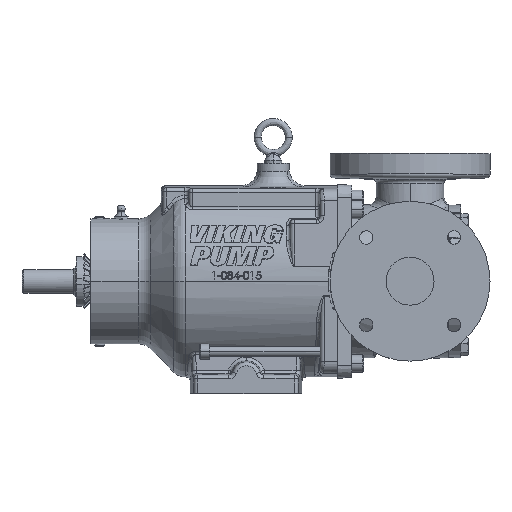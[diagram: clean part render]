
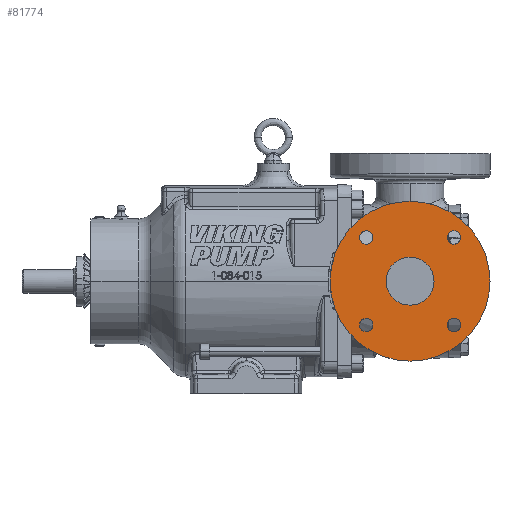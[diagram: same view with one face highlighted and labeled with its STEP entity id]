
A CAD part, top view. The second image highlights one B-rep face of the part: STEP entity #81774.
In plain terms, the highlighted planar face has unit normal (0, 0, 1).
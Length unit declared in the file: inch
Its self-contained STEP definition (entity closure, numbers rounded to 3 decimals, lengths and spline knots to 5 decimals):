
#430 = CIRCLE ( 'NONE', #78378, 2.5 ) ;
#946 = VERTEX_POINT ( 'NONE', #97106 ) ;
#2575 = ORIENTED_EDGE ( 'NONE', *, *, #90350, .F. ) ;
#5495 = CARTESIAN_POINT ( 'NONE',  ( 3.63002, 1.37002, 4. ) ) ;
#5726 = CIRCLE ( 'NONE', #11508, 0.75 ) ;
#8855 = CIRCLE ( 'NONE', #70083, 0.21095 ) ;
#9012 = CARTESIAN_POINT ( 'NONE',  ( 2.26, -0.75, 4. ) ) ;
#10426 = CARTESIAN_POINT ( 'NONE',  ( 3.84097, 1.37002, 4. ) ) ;
#11508 = AXIS2_PLACEMENT_3D ( 'NONE', #67667, #12012, #77033 ) ;
#12012 = DIRECTION ( 'NONE',  ( 0., 0., -1. ) ) ;
#14142 = CIRCLE ( 'NONE', #72572, 0.21095 ) ;
#14813 = DIRECTION ( 'NONE',  ( 1., 0., 0. ) ) ;
#15270 = CARTESIAN_POINT ( 'NONE',  ( 3.63002, -1.37002, 4. ) ) ;
#15946 = AXIS2_PLACEMENT_3D ( 'NONE', #21908, #86885, #31254 ) ;
#17375 = DIRECTION ( 'NONE',  ( 0., 0., 1. ) ) ;
#17929 = CIRCLE ( 'NONE', #51723, 2.5 ) ;
#19537 = CARTESIAN_POINT ( 'NONE',  ( 2.26, 0., 4. ) ) ;
#19551 = ORIENTED_EDGE ( 'NONE', *, *, #109851, .T. ) ;
#21788 = EDGE_LOOP ( 'NONE', ( #70359, #35179 ) ) ;
#21908 = CARTESIAN_POINT ( 'NONE',  ( 3.63002, 1.37002, 4. ) ) ;
#24547 = ORIENTED_EDGE ( 'NONE', *, *, #98044, .F. ) ;
#24625 = DIRECTION ( 'NONE',  ( 1., 0., 0. ) ) ;
#25094 = ORIENTED_EDGE ( 'NONE', *, *, #63512, .T. ) ;
#26578 = CIRCLE ( 'NONE', #63950, 0.21095 ) ;
#26727 = VERTEX_POINT ( 'NONE', #77120 ) ;
#28859 = DIRECTION ( 'NONE',  ( 0., -1., 0. ) ) ;
#31254 = DIRECTION ( 'NONE',  ( 1., 0., 0. ) ) ;
#31357 = EDGE_LOOP ( 'NONE', ( #19551, #100269 ) ) ;
#31603 = DIRECTION ( 'NONE',  ( 0., 0., 1. ) ) ;
#32181 = CIRCLE ( 'NONE', #51327, 0.21095 ) ;
#32524 = AXIS2_PLACEMENT_3D ( 'NONE', #33563, #98569, #42954 ) ;
#33563 = CARTESIAN_POINT ( 'NONE',  ( 5.2, 2.81194, 4. ) ) ;
#33713 = CARTESIAN_POINT ( 'NONE',  ( 0.67903, 1.37002, 4. ) ) ;
#35179 = ORIENTED_EDGE ( 'NONE', *, *, #112492, .F. ) ;
#35578 = EDGE_LOOP ( 'NONE', ( #65913, #24547 ) ) ;
#36634 = EDGE_LOOP ( 'NONE', ( #2575, #51734 ) ) ;
#39121 = ORIENTED_EDGE ( 'NONE', *, *, #109321, .F. ) ;
#41396 = VERTEX_POINT ( 'NONE', #70672 ) ;
#42346 = FACE_OUTER_BOUND ( 'NONE', #83573, .T. ) ;
#42537 = PLANE ( 'NONE',  #32524 ) ;
#42954 = DIRECTION ( 'NONE',  ( 0., -1., 0. ) ) ;
#43404 = EDGE_CURVE ( 'NONE', #100916, #41396, #51601, .T. ) ;
#45530 = EDGE_CURVE ( 'NONE', #85692, #96732, #26578, .T. ) ;
#47306 = DIRECTION ( 'NONE',  ( 0., 0., -1. ) ) ;
#47822 = ORIENTED_EDGE ( 'NONE', *, *, #64704, .F. ) ;
#48979 = CARTESIAN_POINT ( 'NONE',  ( 1.10093, 1.37002, 4. ) ) ;
#50419 = DIRECTION ( 'NONE',  ( 0., 0., 1. ) ) ;
#50584 = CARTESIAN_POINT ( 'NONE',  ( 3.63002, -1.37002, 4. ) ) ;
#51327 = AXIS2_PLACEMENT_3D ( 'NONE', #53017, #117908, #62338 ) ;
#51601 = CIRCLE ( 'NONE', #63077, 0.21095 ) ;
#51723 = AXIS2_PLACEMENT_3D ( 'NONE', #54042, #118953, #63391 ) ;
#51734 = ORIENTED_EDGE ( 'NONE', *, *, #108603, .F. ) ;
#53017 = CARTESIAN_POINT ( 'NONE',  ( 0.88998, -1.37002, 4. ) ) ;
#53050 = EDGE_CURVE ( 'NONE', #26727, #53954, #430, .T. ) ;
#53954 = VERTEX_POINT ( 'NONE', #115945 ) ;
#53995 = FACE_BOUND ( 'NONE', #21788, .T. ) ;
#54042 = CARTESIAN_POINT ( 'NONE',  ( 2.26, 0., 4. ) ) ;
#59942 = DIRECTION ( 'NONE',  ( 1., 0., 0. ) ) ;
#62120 = VERTEX_POINT ( 'NONE', #96895 ) ;
#62338 = DIRECTION ( 'NONE',  ( 1., 0., 0. ) ) ;
#62517 = CARTESIAN_POINT ( 'NONE',  ( 3.41907, -1.37002, 4. ) ) ;
#63077 = AXIS2_PLACEMENT_3D ( 'NONE', #73048, #17375, #82374 ) ;
#63391 = DIRECTION ( 'NONE',  ( 0., -1., 0. ) ) ;
#63512 = EDGE_CURVE ( 'NONE', #53954, #26727, #17929, .T. ) ;
#63950 = AXIS2_PLACEMENT_3D ( 'NONE', #15270, #80262, #24625 ) ;
#64704 = EDGE_CURVE ( 'NONE', #97699, #70452, #83190, .T. ) ;
#65913 = ORIENTED_EDGE ( 'NONE', *, *, #43404, .F. ) ;
#67014 = FACE_BOUND ( 'NONE', #35578, .T. ) ;
#67565 = EDGE_CURVE ( 'NONE', #115761, #946, #5726, .T. ) ;
#67667 = CARTESIAN_POINT ( 'NONE',  ( 2.26, 0., 4. ) ) ;
#69986 = FACE_BOUND ( 'NONE', #36634, .T. ) ;
#70083 = AXIS2_PLACEMENT_3D ( 'NONE', #106016, #50419, #115344 ) ;
#70359 = ORIENTED_EDGE ( 'NONE', *, *, #45530, .F. ) ;
#70452 = VERTEX_POINT ( 'NONE', #33713 ) ;
#70501 = DIRECTION ( 'NONE',  ( 0., 0., 1. ) ) ;
#70672 = CARTESIAN_POINT ( 'NONE',  ( 0.67903, -1.37002, 4. ) ) ;
#72572 = AXIS2_PLACEMENT_3D ( 'NONE', #50584, #115519, #59942 ) ;
#73048 = CARTESIAN_POINT ( 'NONE',  ( 0.88998, -1.37002, 4. ) ) ;
#77033 = DIRECTION ( 'NONE',  ( 0., -1., 0. ) ) ;
#77120 = CARTESIAN_POINT ( 'NONE',  ( 4.76, 0., 4. ) ) ;
#78261 = AXIS2_PLACEMENT_3D ( 'NONE', #87246, #31603, #96587 ) ;
#78378 = AXIS2_PLACEMENT_3D ( 'NONE', #19537, #84514, #28859 ) ;
#79986 = CIRCLE ( 'NONE', #117476, 0.75 ) ;
#80262 = DIRECTION ( 'NONE',  ( 0., 0., 1. ) ) ;
#80857 = CARTESIAN_POINT ( 'NONE',  ( 3.84097, -1.37002, 4. ) ) ;
#81555 = CIRCLE ( 'NONE', #15946, 0.21095 ) ;
#81774 = ADVANCED_FACE ( 'NONE', ( #91761, #69986, #119316, #53995, #67014, #42346 ), #42537, .T. ) ;
#82374 = DIRECTION ( 'NONE',  ( 1., 0., 0. ) ) ;
#83190 = CIRCLE ( 'NONE', #78261, 0.21095 ) ;
#83573 = EDGE_LOOP ( 'NONE', ( #25094, #86721 ) ) ;
#84514 = DIRECTION ( 'NONE',  ( 0., 0., 1. ) ) ;
#85692 = VERTEX_POINT ( 'NONE', #80857 ) ;
#86037 = CIRCLE ( 'NONE', #99596, 0.21095 ) ;
#86721 = ORIENTED_EDGE ( 'NONE', *, *, #53050, .T. ) ;
#86885 = DIRECTION ( 'NONE',  ( 0., 0., 1. ) ) ;
#87246 = CARTESIAN_POINT ( 'NONE',  ( 0.88998, 1.37002, 4. ) ) ;
#90350 = EDGE_CURVE ( 'NONE', #94893, #62120, #81555, .T. ) ;
#91761 = FACE_BOUND ( 'NONE', #31357, .T. ) ;
#94893 = VERTEX_POINT ( 'NONE', #10426 ) ;
#96587 = DIRECTION ( 'NONE',  ( 1., 0., 0. ) ) ;
#96732 = VERTEX_POINT ( 'NONE', #62517 ) ;
#96895 = CARTESIAN_POINT ( 'NONE',  ( 3.41907, 1.37002, 4. ) ) ;
#97106 = CARTESIAN_POINT ( 'NONE',  ( 2.26, 0.75, 4. ) ) ;
#97699 = VERTEX_POINT ( 'NONE', #48979 ) ;
#98044 = EDGE_CURVE ( 'NONE', #41396, #100916, #32181, .T. ) ;
#98569 = DIRECTION ( 'NONE',  ( 0., 0., 1. ) ) ;
#99596 = AXIS2_PLACEMENT_3D ( 'NONE', #5495, #70501, #14813 ) ;
#100269 = ORIENTED_EDGE ( 'NONE', *, *, #67565, .T. ) ;
#100916 = VERTEX_POINT ( 'NONE', #112545 ) ;
#102906 = CARTESIAN_POINT ( 'NONE',  ( 2.26, 0., 4. ) ) ;
#105204 = EDGE_LOOP ( 'NONE', ( #47822, #39121 ) ) ;
#106016 = CARTESIAN_POINT ( 'NONE',  ( 0.88998, 1.37002, 4. ) ) ;
#108603 = EDGE_CURVE ( 'NONE', #62120, #94893, #86037, .T. ) ;
#109321 = EDGE_CURVE ( 'NONE', #70452, #97699, #8855, .T. ) ;
#109851 = EDGE_CURVE ( 'NONE', #946, #115761, #79986, .T. ) ;
#112200 = DIRECTION ( 'NONE',  ( 0., -1., 0. ) ) ;
#112492 = EDGE_CURVE ( 'NONE', #96732, #85692, #14142, .T. ) ;
#112545 = CARTESIAN_POINT ( 'NONE',  ( 1.10093, -1.37002, 4. ) ) ;
#115344 = DIRECTION ( 'NONE',  ( 1., 0., 0. ) ) ;
#115519 = DIRECTION ( 'NONE',  ( 0., 0., 1. ) ) ;
#115761 = VERTEX_POINT ( 'NONE', #9012 ) ;
#115945 = CARTESIAN_POINT ( 'NONE',  ( -0.24, 0., 4. ) ) ;
#117476 = AXIS2_PLACEMENT_3D ( 'NONE', #102906, #47306, #112200 ) ;
#117908 = DIRECTION ( 'NONE',  ( 0., 0., 1. ) ) ;
#118953 = DIRECTION ( 'NONE',  ( 0., 0., 1. ) ) ;
#119316 = FACE_BOUND ( 'NONE', #105204, .T. ) ;
